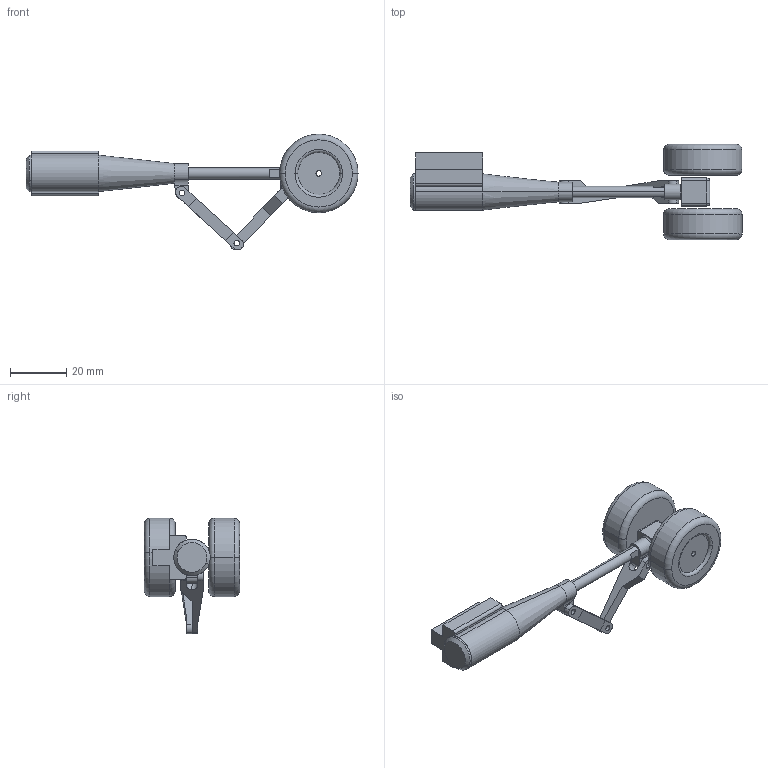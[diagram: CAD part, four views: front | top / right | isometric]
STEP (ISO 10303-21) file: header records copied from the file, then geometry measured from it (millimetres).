
FILE_DESCRIPTION (( 'STEP AP214' ), '1' );
FILE_NAME ('Gear_RH.STEP', '2018-06-22T20:48:06', ( '' ), ( '' ), 'SwSTEP 2.0', 'SolidWorks 2014', '' );
FILE_SCHEMA (( 'AUTOMOTIVE_DESIGN' ));
Length unit declared in the file: millimetre
Products named in the file (10): FW_Achslager; FW_Scheere; FW-St黷zengeh鋟se_RH; HFW_Federring; Gear_RH; FW_Support; HFW_Stellschraube; FW_Reifen; FW_Schaft; HFW-Deckel
Assembly tree (11 placements, depth 2):
  Gear_RH
    FW-St黷zengeh鋟se_RH
    FW_Schaft
    FW_Achslager
    FW_Reifen  x2
    FW_Scheere  x2
    FW_Support
    HFW-Deckel
    HFW_Federring
    HFW_Stellschraube
Bounding box: 118.5 x 34 x 41.26 mm (x, y, z)
Volume: 22390.5 mm3; surface area: 13115.1 mm2
Topology: 11 solids, 11 shells, 212 faces, 515 edges, 326 vertices
Faces by surface type: cylinder 106, plane 79, torus 15, cone 8, sphere 4
Entity records: 5922 total; most frequent: CARTESIAN_POINT 1244, DIRECTION 956, ORIENTED_EDGE 834, EDGE_CURVE 417, AXIS2_PLACEMENT_3D 378, VERTEX_POINT 266, EDGE_LOOP 211, VECTOR 200
